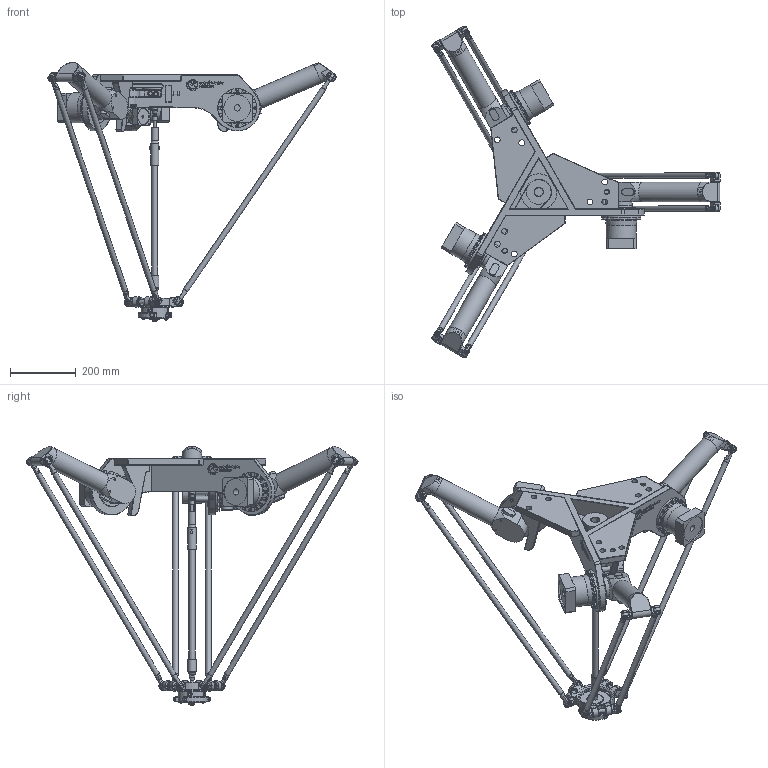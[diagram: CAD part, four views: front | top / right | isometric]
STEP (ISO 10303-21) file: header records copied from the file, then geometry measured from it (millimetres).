
FILE_DESCRIPTION(/* description */ (''),/* implementation_level */ '2;1');
FILE_NAME(/* name */ '3D-model_A_00033-TS1-ATS.stp',/* time_stamp */ '2022-02-23T16:03:47+01:00',/* author */ ('michael.schutter'),/* organization */ ('Majatronic'),/* preprocessor_version */ 'ST-DEVELOPER v16.5',/* originating_system */ 'Autodesk Inventor 2017',/* authorisation */ '');
FILE_SCHEMA (('AUTOMOTIVE_DESIGN { 1 0 10303 214 3 1 1 }'));
Products named in the file (13): A_00033-TS1-ATS_DUMMY; MT_BGR00019857MT_BGR; MT_WST00062107MT_WST; MT_WST00046397MT_WST; MT_WST00055576MT_WST; MT_WST00065065MT_WST; MT_WST00065066MT_WST; MT_WST00065067MT_WST; MT_WST00106827; MT_WST00054194MT_WST; MT_WST00107056 Dummy Werkzeugträger; MT_WST00068449MT_WST; MT_WST00068450MT_WST
Assembly tree (28 placements, depth 3):
  A_00033-TS1-ATS_DUMMY
    MT_BGR00019857MT_BGR
      MT_WST00062107MT_WST
      MT_WST00046397MT_WST  x3
      MT_WST00055576MT_WST
    MT_WST00065065MT_WST
    MT_WST00065066MT_WST
    MT_WST00065067MT_WST  x6
    MT_WST00106827  x6
    MT_WST00054194MT_WST  x3
    MT_WST00107056 Dummy Werkzeugträger
    MT_WST00068449MT_WST  x2
    MT_WST00068450MT_WST  x2
Bounding box: 874.55 x 1006.54 x 785.34 mm (x, y, z)
Volume: 12413750.1 mm3; surface area: 1578208.3 mm2
Topology: 29 solids, 33 shells, 3444 faces, 7991 edges, 5029 vertices
Faces by surface type: plane 1859, cylinder 968, cone 355, bspline 166, torus 92, sphere 4
Full cylindrical faces by diameter (mm): 2.8 x1, 3 x3, 3.917 x4, 4 x12, 4.917 x9, 5 x24, 6 x39, 6.5 x4, 8 x43, 8.5 x72, 8.566 x4, 9 x6, 10 x5, 10.1 x2, 10.4 x2, 11 x11, 11.4 x1, 11.5 x6, 12 x28, 13 x2, 15 x7, 15.98 x12, 16 x44, 16.199 x1, 16.999 x1, 17.5 x9, 18 x28, 19 x4, 20 x1, 21 x7
Entity records: 72170 total; most frequent: CARTESIAN_POINT 21063, DIRECTION 10274, ORIENTED_EDGE 9614, EDGE_CURVE 4807, AXIS2_PLACEMENT_3D 3728, VERTEX_POINT 3266, EDGE_LOOP 2951, LINE 2818
